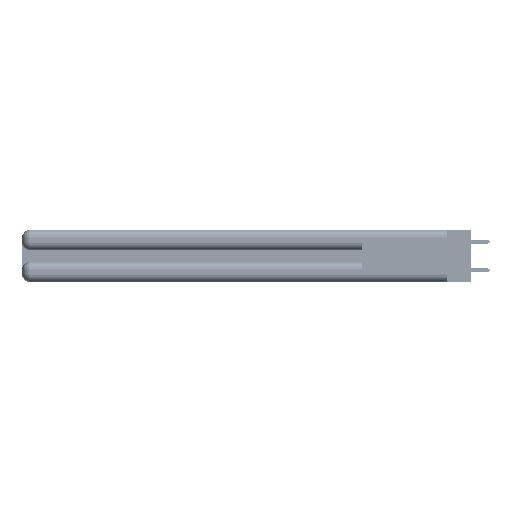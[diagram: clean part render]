
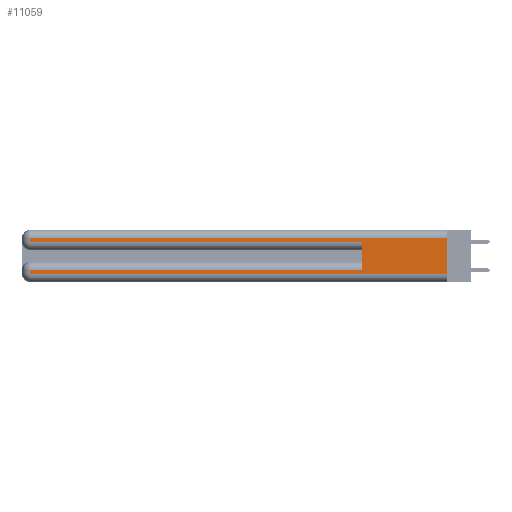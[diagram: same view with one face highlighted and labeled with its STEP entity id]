
A CAD part, left-side view. The second image highlights one B-rep face of the part: STEP entity #11059.
In plain terms, the highlighted planar face has unit normal (-1, 0, 0).
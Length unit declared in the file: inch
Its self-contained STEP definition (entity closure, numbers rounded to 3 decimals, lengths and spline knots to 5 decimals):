
#337 = VECTOR ( 'NONE', #16906, 39.37008 ) ;
#993 = DIRECTION ( 'NONE',  ( 0., -1., 0. ) ) ;
#2050 = VERTEX_POINT ( 'NONE', #52836 ) ;
#2601 = VERTEX_POINT ( 'NONE', #34864 ) ;
#2941 = VECTOR ( 'NONE', #993, 39.37008 ) ;
#5433 = LINE ( 'NONE', #52136, #37754 ) ;
#7420 = PLANE ( 'NONE',  #14373 ) ;
#7605 = DIRECTION ( 'NONE',  ( 1., 0., 0. ) ) ;
#9163 = CARTESIAN_POINT ( 'NONE',  ( 0., 0.6, 0.285 ) ) ;
#9287 = EDGE_CURVE ( 'NONE', #2050, #2601, #37933, .T. ) ;
#10245 = DIRECTION ( 'NONE',  ( 0., 0., 1. ) ) ;
#11059 = ADVANCED_FACE ( 'NONE', ( #40358 ), #7420, .F. ) ;
#12665 = CARTESIAN_POINT ( 'NONE',  ( 0., 0., 0.37 ) ) ;
#13327 = CARTESIAN_POINT ( 'NONE',  ( 0., 0., 0.31 ) ) ;
#13595 = EDGE_CURVE ( 'NONE', #28936, #15548, #30286, .T. ) ;
#14001 = VERTEX_POINT ( 'NONE', #30744 ) ;
#14373 = AXIS2_PLACEMENT_3D ( 'NONE', #32849, #7605, #37091 ) ;
#14999 = LINE ( 'NONE', #18576, #23539 ) ;
#15548 = VERTEX_POINT ( 'NONE', #9163 ) ;
#16738 = VERTEX_POINT ( 'NONE', #13327 ) ;
#16906 = DIRECTION ( 'NONE',  ( 0., 0., -1. ) ) ;
#17720 = EDGE_CURVE ( 'NONE', #14001, #28936, #43768, .T. ) ;
#17919 = CARTESIAN_POINT ( 'NONE',  ( 0., 0., 0.06 ) ) ;
#18576 = CARTESIAN_POINT ( 'NONE',  ( 0., 0., 0.31 ) ) ;
#18911 = CARTESIAN_POINT ( 'NONE',  ( 0., 0., 0.085 ) ) ;
#19950 = CARTESIAN_POINT ( 'NONE',  ( 0., 0., 0.285 ) ) ;
#20362 = ORIENTED_EDGE ( 'NONE', *, *, #52714, .F. ) ;
#23539 = VECTOR ( 'NONE', #31237, 39.37008 ) ;
#23880 = EDGE_CURVE ( 'NONE', #16738, #14001, #14999, .T. ) ;
#25428 = LINE ( 'NONE', #26389, #46425 ) ;
#26389 = CARTESIAN_POINT ( 'NONE',  ( 0., 2.94, 0.37 ) ) ;
#27134 = VERTEX_POINT ( 'NONE', #33961 ) ;
#28936 = VERTEX_POINT ( 'NONE', #38692 ) ;
#30286 = LINE ( 'NONE', #19950, #51260 ) ;
#30610 = DIRECTION ( 'NONE',  ( 0., 0., -1. ) ) ;
#30744 = CARTESIAN_POINT ( 'NONE',  ( 0., 2.94, 0.31 ) ) ;
#31237 = DIRECTION ( 'NONE',  ( 0., 1., 0. ) ) ;
#31556 = VERTEX_POINT ( 'NONE', #47374 ) ;
#31969 = VECTOR ( 'NONE', #48222, 39.37008 ) ;
#32849 = CARTESIAN_POINT ( 'NONE',  ( 0., 0., 0.37 ) ) ;
#33699 = EDGE_LOOP ( 'NONE', ( #43785, #46669, #40599, #38331, #20362, #42046, #52560, #41183 ) ) ;
#33880 = VECTOR ( 'NONE', #34334, 39.37008 ) ;
#33961 = CARTESIAN_POINT ( 'NONE',  ( 0., 2.94, 0.085 ) ) ;
#34095 = LINE ( 'NONE', #12665, #337 ) ;
#34334 = DIRECTION ( 'NONE',  ( 0., 0., -1. ) ) ;
#34864 = CARTESIAN_POINT ( 'NONE',  ( 0., 0., 0.06 ) ) ;
#37091 = DIRECTION ( 'NONE',  ( 0., 0., -1. ) ) ;
#37754 = VECTOR ( 'NONE', #10245, 39.37008 ) ;
#37933 = LINE ( 'NONE', #17919, #2941 ) ;
#37957 = EDGE_CURVE ( 'NONE', #16738, #2601, #34095, .T. ) ;
#38331 = ORIENTED_EDGE ( 'NONE', *, *, #13595, .T. ) ;
#38692 = CARTESIAN_POINT ( 'NONE',  ( 0., 2.94, 0.285 ) ) ;
#38856 = EDGE_CURVE ( 'NONE', #27134, #2050, #25428, .T. ) ;
#40358 = FACE_OUTER_BOUND ( 'NONE', #33699, .T. ) ;
#40599 = ORIENTED_EDGE ( 'NONE', *, *, #17720, .T. ) ;
#41183 = ORIENTED_EDGE ( 'NONE', *, *, #9287, .T. ) ;
#41842 = LINE ( 'NONE', #18911, #31969 ) ;
#42046 = ORIENTED_EDGE ( 'NONE', *, *, #51320, .T. ) ;
#43768 = LINE ( 'NONE', #47141, #33880 ) ;
#43785 = ORIENTED_EDGE ( 'NONE', *, *, #37957, .F. ) ;
#46425 = VECTOR ( 'NONE', #30610, 39.37008 ) ;
#46669 = ORIENTED_EDGE ( 'NONE', *, *, #23880, .T. ) ;
#47141 = CARTESIAN_POINT ( 'NONE',  ( 0., 2.94, 0.37 ) ) ;
#47374 = CARTESIAN_POINT ( 'NONE',  ( 0., 0.6, 0.085 ) ) ;
#48222 = DIRECTION ( 'NONE',  ( 0., 1., 0. ) ) ;
#49240 = DIRECTION ( 'NONE',  ( 0., -1., 0. ) ) ;
#51260 = VECTOR ( 'NONE', #49240, 39.37008 ) ;
#51320 = EDGE_CURVE ( 'NONE', #31556, #27134, #41842, .T. ) ;
#52136 = CARTESIAN_POINT ( 'NONE',  ( 0., 0.6, 0.145 ) ) ;
#52560 = ORIENTED_EDGE ( 'NONE', *, *, #38856, .T. ) ;
#52714 = EDGE_CURVE ( 'NONE', #31556, #15548, #5433, .T. ) ;
#52836 = CARTESIAN_POINT ( 'NONE',  ( 0., 2.94, 0.06 ) ) ;
